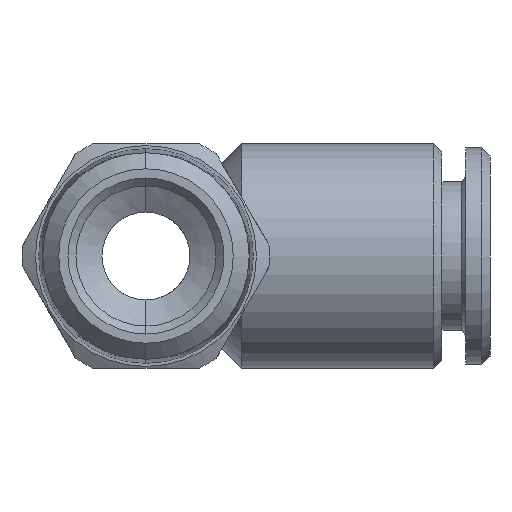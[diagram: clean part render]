
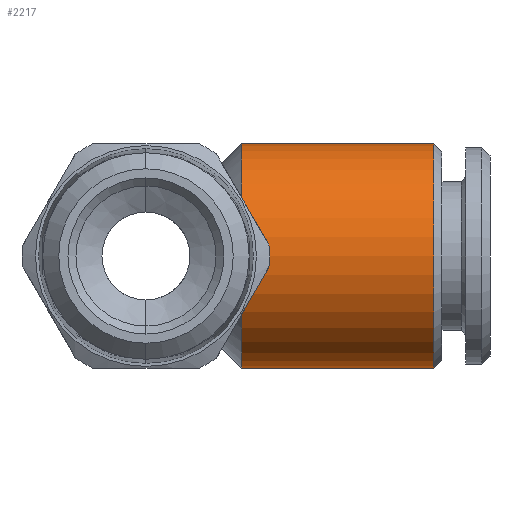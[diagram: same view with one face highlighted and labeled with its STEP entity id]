
A CAD part, front view. The second image highlights one B-rep face of the part: STEP entity #2217.
In plain terms, the highlighted cylindrical face has radius 7 mm (diameter 14 mm), a partial arc.
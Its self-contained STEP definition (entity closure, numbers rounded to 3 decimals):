
#522 = CARTESIAN_POINT ( 'NONE',  ( 18., 0., 7. ) ) ;
#567 = CARTESIAN_POINT ( 'NONE',  ( 18., 0., -7. ) ) ;
#778 = DIRECTION ( 'NONE',  ( 0., 0., 1. ) ) ;
#779 = AXIS2_PLACEMENT_3D ( 'NONE', #798, #802, #778 ) ;
#791 = DIRECTION ( 'NONE',  ( 0., 0., 1. ) ) ;
#798 = CARTESIAN_POINT ( 'NONE',  ( -3.45, 0., 0. ) ) ;
#799 = CYLINDRICAL_SURFACE ( 'NONE', #779, 7. ) ;
#800 = FACE_OUTER_BOUND ( 'NONE', #2218, .T. ) ;
#802 = DIRECTION ( 'NONE',  ( -1., 0., 0. ) ) ;
#803 = CARTESIAN_POINT ( 'NONE',  ( 18., 0., 0. ) ) ;
#804 = AXIS2_PLACEMENT_3D ( 'NONE', #803, #821, #791 ) ;
#805 = CIRCLE ( 'NONE', #804, 7. ) ;
#821 = DIRECTION ( 'NONE',  ( -1., 0., 0. ) ) ;
#1190 = CARTESIAN_POINT ( 'NONE',  ( -3.45, 0., 7. ) ) ;
#1191 = LINE ( 'NONE', #1190, #1195 ) ;
#1195 = VECTOR ( 'NONE', #1196, 1000. ) ;
#1196 = DIRECTION ( 'NONE',  ( -1., 0., 0. ) ) ;
#1248 = CARTESIAN_POINT ( 'NONE',  ( 6., 0., 7. ) ) ;
#1265 = CARTESIAN_POINT ( 'NONE',  ( 6., 0., -7. ) ) ;
#1298 = CIRCLE ( 'NONE', #1333, 7. ) ;
#1301 = VECTOR ( 'NONE', #1315, 1000. ) ;
#1310 = CARTESIAN_POINT ( 'NONE',  ( 6., 0., 0. ) ) ;
#1311 = CARTESIAN_POINT ( 'NONE',  ( -3.45, 0., -7. ) ) ;
#1312 = LINE ( 'NONE', #1311, #1301 ) ;
#1315 = DIRECTION ( 'NONE',  ( -1., 0., 0. ) ) ;
#1321 = DIRECTION ( 'NONE',  ( 0., 0., 1. ) ) ;
#1322 = DIRECTION ( 'NONE',  ( -1., 0., 0. ) ) ;
#1333 = AXIS2_PLACEMENT_3D ( 'NONE', #1310, #1322, #1321 ) ;
#2213 = ORIENTED_EDGE ( 'NONE', *, *, #2844, .F. ) ;
#2217 = ADVANCED_FACE ( 'NONE', ( #800 ), #799, .T. ) ;
#2218 = EDGE_LOOP ( 'NONE', ( #2213, #2219, #2260, #2343 ) ) ;
#2219 = ORIENTED_EDGE ( 'NONE', *, *, #2239, .T. ) ;
#2239 = EDGE_CURVE ( 'NONE', #2671, #2631, #805, .T. ) ;
#2260 = ORIENTED_EDGE ( 'NONE', *, *, #2761, .T. ) ;
#2343 = ORIENTED_EDGE ( 'NONE', *, *, #2848, .F. ) ;
#2631 = VERTEX_POINT ( 'NONE', #522 ) ;
#2671 = VERTEX_POINT ( 'NONE', #567 ) ;
#2761 = EDGE_CURVE ( 'NONE', #2631, #2803, #1191, .T. ) ;
#2803 = VERTEX_POINT ( 'NONE', #1248 ) ;
#2816 = VERTEX_POINT ( 'NONE', #1265 ) ;
#2844 = EDGE_CURVE ( 'NONE', #2671, #2816, #1312, .T. ) ;
#2848 = EDGE_CURVE ( 'NONE', #2816, #2803, #1298, .T. ) ;
